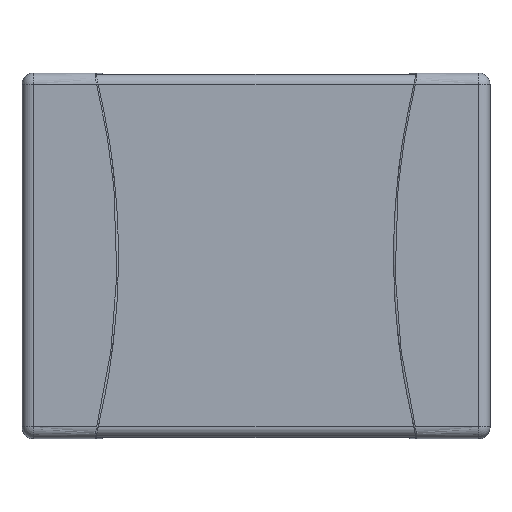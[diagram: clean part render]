
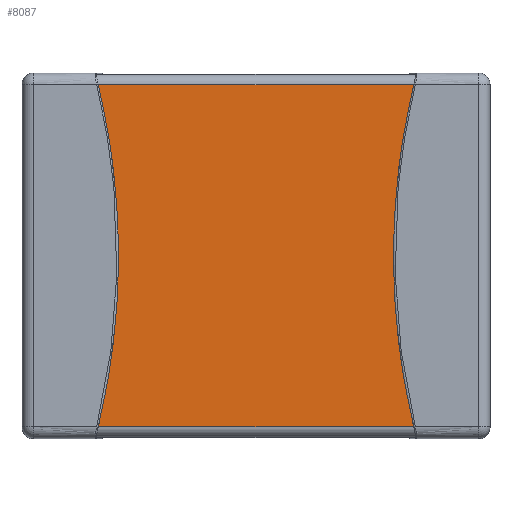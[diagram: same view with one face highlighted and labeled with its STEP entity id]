
A CAD part, top view. The second image highlights one B-rep face of the part: STEP entity #8087.
In plain terms, the highlighted planar face has unit normal (0, 0, 1).
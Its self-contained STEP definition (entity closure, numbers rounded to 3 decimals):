
#7512 = EDGE_CURVE('',#7513,#7515,#7517,.T.);
#7513 = VERTEX_POINT('',#7514);
#7514 = CARTESIAN_POINT('',(-1.5,-1.17,1.6));
#7515 = VERTEX_POINT('',#7516);
#7516 = CARTESIAN_POINT('',(1.5,-1.17,1.6));
#7517 = SURFACE_CURVE('',#7518,(#7522,#7534),.PCURVE_S1.);
#7518 = LINE('',#7519,#7520);
#7519 = CARTESIAN_POINT('',(-1.5,-1.17,1.6));
#7520 = VECTOR('',#7521,1.);
#7521 = DIRECTION('',(1.,0.,0.));
#7522 = PCURVE('',#7523,#7528);
#7523 = CYLINDRICAL_SURFACE('',#7524,0.07);
#7524 = AXIS2_PLACEMENT_3D('',#7525,#7526,#7527);
#7525 = CARTESIAN_POINT('',(-1.5,-1.17,1.53));
#7526 = DIRECTION('',(-1.,0.,0.));
#7527 = DIRECTION('',(0.,1.,0.));
#7528 = DEFINITIONAL_REPRESENTATION('',(#7529),#7533);
#7529 = LINE('',#7530,#7531);
#7530 = CARTESIAN_POINT('',(-1.571,0.));
#7531 = VECTOR('',#7532,1.);
#7532 = DIRECTION('',(-0.,-1.));
#7533 = ( GEOMETRIC_REPRESENTATION_CONTEXT(2) 
PARAMETRIC_REPRESENTATION_CONTEXT() REPRESENTATION_CONTEXT('2D SPACE',''
  ) );
#7534 = PCURVE('',#7535,#7540);
#7535 = PLANE('',#7536);
#7536 = AXIS2_PLACEMENT_3D('',#7537,#7538,#7539);
#7537 = CARTESIAN_POINT('',(-1.5,-1.17,1.6));
#7538 = DIRECTION('',(0.,0.,1.));
#7539 = DIRECTION('',(0.,1.,0.));
#7540 = DEFINITIONAL_REPRESENTATION('',(#7541),#7545);
#7541 = LINE('',#7542,#7543);
#7542 = CARTESIAN_POINT('',(0.,0.));
#7543 = VECTOR('',#7544,1.);
#7544 = DIRECTION('',(0.,-1.));
#7545 = ( GEOMETRIC_REPRESENTATION_CONTEXT(2) 
PARAMETRIC_REPRESENTATION_CONTEXT() REPRESENTATION_CONTEXT('2D SPACE',''
  ) );
#7564 = PLANE('',#7565);
#7565 = AXIS2_PLACEMENT_3D('',#7566,#7567,#7568);
#7566 = CARTESIAN_POINT('',(1.5,0.,0.81));
#7567 = DIRECTION('',(1.,0.,0.));
#7568 = DIRECTION('',(0.,0.,1.));
#7619 = PLANE('',#7620);
#7620 = AXIS2_PLACEMENT_3D('',#7621,#7622,#7623);
#7621 = CARTESIAN_POINT('',(-1.5,0.,0.81));
#7622 = DIRECTION('',(1.,0.,0.));
#7623 = DIRECTION('',(0.,0.,1.));
#7960 = CYLINDRICAL_SURFACE('',#7961,0.07);
#7961 = AXIS2_PLACEMENT_3D('',#7962,#7963,#7964);
#7962 = CARTESIAN_POINT('',(-1.5,1.17,1.53));
#7963 = DIRECTION('',(-1.,0.,0.));
#7964 = DIRECTION('',(0.,1.,0.));
#8020 = VERTEX_POINT('',#8021);
#8021 = CARTESIAN_POINT('',(1.5,1.17,1.6));
#8043 = EDGE_CURVE('',#8044,#8020,#8046,.T.);
#8044 = VERTEX_POINT('',#8045);
#8045 = CARTESIAN_POINT('',(-1.5,1.17,1.6));
#8046 = SURFACE_CURVE('',#8047,(#8051,#8058),.PCURVE_S1.);
#8047 = LINE('',#8048,#8049);
#8048 = CARTESIAN_POINT('',(-1.5,1.17,1.6));
#8049 = VECTOR('',#8050,1.);
#8050 = DIRECTION('',(1.,0.,0.));
#8051 = PCURVE('',#7960,#8052);
#8052 = DEFINITIONAL_REPRESENTATION('',(#8053),#8057);
#8053 = LINE('',#8054,#8055);
#8054 = CARTESIAN_POINT('',(-1.571,0.));
#8055 = VECTOR('',#8056,1.);
#8056 = DIRECTION('',(-0.,-1.));
#8057 = ( GEOMETRIC_REPRESENTATION_CONTEXT(2) 
PARAMETRIC_REPRESENTATION_CONTEXT() REPRESENTATION_CONTEXT('2D SPACE',''
  ) );
#8058 = PCURVE('',#7535,#8059);
#8059 = DEFINITIONAL_REPRESENTATION('',(#8060),#8064);
#8060 = LINE('',#8061,#8062);
#8061 = CARTESIAN_POINT('',(2.34,0.));
#8062 = VECTOR('',#8063,1.);
#8063 = DIRECTION('',(0.,-1.));
#8064 = ( GEOMETRIC_REPRESENTATION_CONTEXT(2) 
PARAMETRIC_REPRESENTATION_CONTEXT() REPRESENTATION_CONTEXT('2D SPACE',''
  ) );
#8087 = ADVANCED_FACE('',(#8088),#7535,.T.);
#8088 = FACE_BOUND('',#8089,.T.);
#8089 = EDGE_LOOP('',(#8090,#8091,#8112,#8113));
#8090 = ORIENTED_EDGE('',*,*,#7512,.T.);
#8091 = ORIENTED_EDGE('',*,*,#8092,.T.);
#8092 = EDGE_CURVE('',#7515,#8020,#8093,.T.);
#8093 = SURFACE_CURVE('',#8094,(#8098,#8105),.PCURVE_S1.);
#8094 = LINE('',#8095,#8096);
#8095 = CARTESIAN_POINT('',(1.5,-1.17,1.6));
#8096 = VECTOR('',#8097,1.);
#8097 = DIRECTION('',(0.,1.,0.));
#8098 = PCURVE('',#7535,#8099);
#8099 = DEFINITIONAL_REPRESENTATION('',(#8100),#8104);
#8100 = LINE('',#8101,#8102);
#8101 = CARTESIAN_POINT('',(0.,-3.));
#8102 = VECTOR('',#8103,1.);
#8103 = DIRECTION('',(1.,0.));
#8104 = ( GEOMETRIC_REPRESENTATION_CONTEXT(2) 
PARAMETRIC_REPRESENTATION_CONTEXT() REPRESENTATION_CONTEXT('2D SPACE',''
  ) );
#8105 = PCURVE('',#7564,#8106);
#8106 = DEFINITIONAL_REPRESENTATION('',(#8107),#8111);
#8107 = LINE('',#8108,#8109);
#8108 = CARTESIAN_POINT('',(0.79,1.17));
#8109 = VECTOR('',#8110,1.);
#8110 = DIRECTION('',(0.,-1.));
#8111 = ( GEOMETRIC_REPRESENTATION_CONTEXT(2) 
PARAMETRIC_REPRESENTATION_CONTEXT() REPRESENTATION_CONTEXT('2D SPACE',''
  ) );
#8112 = ORIENTED_EDGE('',*,*,#8043,.F.);
#8113 = ORIENTED_EDGE('',*,*,#8114,.F.);
#8114 = EDGE_CURVE('',#7513,#8044,#8115,.T.);
#8115 = SURFACE_CURVE('',#8116,(#8120,#8127),.PCURVE_S1.);
#8116 = LINE('',#8117,#8118);
#8117 = CARTESIAN_POINT('',(-1.5,-1.17,1.6));
#8118 = VECTOR('',#8119,1.);
#8119 = DIRECTION('',(0.,1.,0.));
#8120 = PCURVE('',#7535,#8121);
#8121 = DEFINITIONAL_REPRESENTATION('',(#8122),#8126);
#8122 = LINE('',#8123,#8124);
#8123 = CARTESIAN_POINT('',(0.,0.));
#8124 = VECTOR('',#8125,1.);
#8125 = DIRECTION('',(1.,0.));
#8126 = ( GEOMETRIC_REPRESENTATION_CONTEXT(2) 
PARAMETRIC_REPRESENTATION_CONTEXT() REPRESENTATION_CONTEXT('2D SPACE',''
  ) );
#8127 = PCURVE('',#7619,#8128);
#8128 = DEFINITIONAL_REPRESENTATION('',(#8129),#8133);
#8129 = LINE('',#8130,#8131);
#8130 = CARTESIAN_POINT('',(0.79,1.17));
#8131 = VECTOR('',#8132,1.);
#8132 = DIRECTION('',(0.,-1.));
#8133 = ( GEOMETRIC_REPRESENTATION_CONTEXT(2) 
PARAMETRIC_REPRESENTATION_CONTEXT() REPRESENTATION_CONTEXT('2D SPACE',''
  ) );
